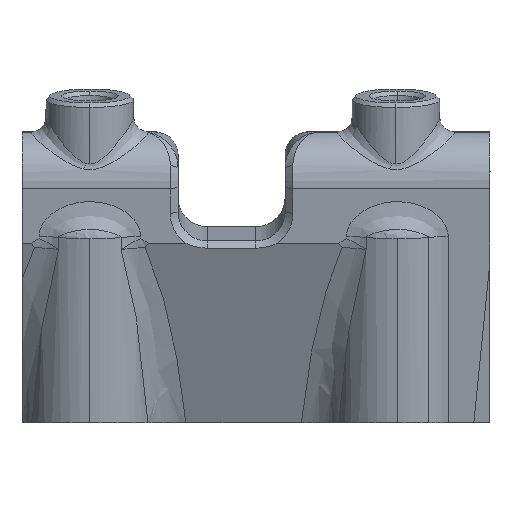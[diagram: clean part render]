
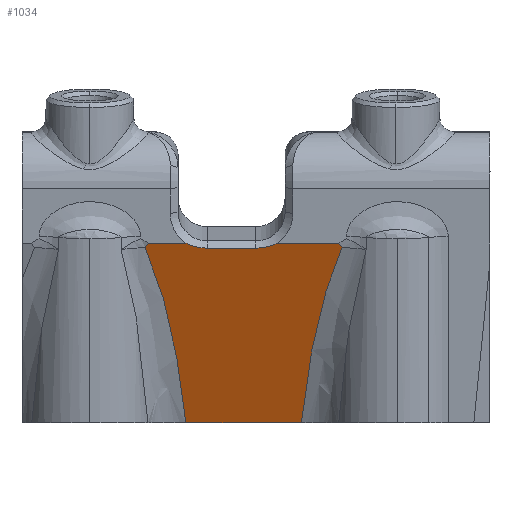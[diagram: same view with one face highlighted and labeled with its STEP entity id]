
A CAD part, left-side view. The second image highlights one B-rep face of the part: STEP entity #1034.
In plain terms, the highlighted planar face has unit normal (-0.902, 0, -0.432).
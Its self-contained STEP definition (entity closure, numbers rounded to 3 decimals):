
#912=CARTESIAN_POINT('Vertex',(25.82,32.842,25.659)) ;
#916=CARTESIAN_POINT('Control Point',(25.82,32.842,25.659)) ;
#917=CARTESIAN_POINT('Control Point',(26.347,33.346,24.56)) ;
#918=CARTESIAN_POINT('Control Point',(27.556,34.182,22.039)) ;
#919=CARTESIAN_POINT('Control Point',(29.348,34.759,18.303)) ;
#920=CARTESIAN_POINT('Control Point',(30.131,34.926,16.67)) ;
#921=CARTESIAN_POINT('Vertex',(30.131,34.929,16.67)) ;
#941=CARTESIAN_POINT('Axis2P3D Location',(21.382,25.257,34.914)) ;
#946=CARTESIAN_POINT('Line Origine',(30.131,37.893,16.67)) ;
#950=CARTESIAN_POINT('Vertex',(30.131,40.857,16.67)) ;
#954=CARTESIAN_POINT('Control Point',(25.712,33.008,25.884)) ;
#955=CARTESIAN_POINT('Control Point',(25.734,32.975,25.839)) ;
#956=CARTESIAN_POINT('Control Point',(25.756,32.942,25.794)) ;
#957=CARTESIAN_POINT('Control Point',(25.777,32.909,25.749)) ;
#958=CARTESIAN_POINT('Control Point',(25.799,32.875,25.704)) ;
#959=CARTESIAN_POINT('Control Point',(25.82,32.842,25.659)) ;
#960=CARTESIAN_POINT('Vertex',(25.712,33.008,25.884)) ;
#963=CARTESIAN_POINT('Line Origine',(25.712,34.589,25.884)) ;
#967=CARTESIAN_POINT('Vertex',(25.712,36.17,25.884)) ;
#971=CARTESIAN_POINT('Control Point',(25.712,36.17,25.884)) ;
#972=CARTESIAN_POINT('Control Point',(25.76,36.373,25.785)) ;
#973=CARTESIAN_POINT('Control Point',(25.797,36.587,25.708)) ;
#974=CARTESIAN_POINT('Control Point',(25.822,36.81,25.656)) ;
#975=CARTESIAN_POINT('Control Point',(25.834,37.038,25.63)) ;
#976=CARTESIAN_POINT('Control Point',(25.834,37.265,25.63)) ;
#977=CARTESIAN_POINT('Vertex',(25.834,37.265,25.63)) ;
#980=CARTESIAN_POINT('Line Origine',(25.834,38.511,25.63)) ;
#984=CARTESIAN_POINT('Vertex',(25.834,39.757,25.63)) ;
#988=CARTESIAN_POINT('Control Point',(25.834,39.757,25.63)) ;
#989=CARTESIAN_POINT('Control Point',(25.834,39.984,25.63)) ;
#990=CARTESIAN_POINT('Control Point',(25.822,40.212,25.656)) ;
#991=CARTESIAN_POINT('Control Point',(25.797,40.435,25.708)) ;
#992=CARTESIAN_POINT('Control Point',(25.76,40.649,25.785)) ;
#993=CARTESIAN_POINT('Control Point',(25.712,40.851,25.884)) ;
#994=CARTESIAN_POINT('Vertex',(25.712,40.851,25.884)) ;
#997=CARTESIAN_POINT('Line Origine',(25.712,41.815,25.884)) ;
#1001=CARTESIAN_POINT('Vertex',(25.712,42.779,25.884)) ;
#1005=CARTESIAN_POINT('Control Point',(25.712,42.779,25.884)) ;
#1006=CARTESIAN_POINT('Control Point',(25.734,42.812,25.839)) ;
#1007=CARTESIAN_POINT('Control Point',(25.756,42.845,25.794)) ;
#1008=CARTESIAN_POINT('Control Point',(25.777,42.878,25.749)) ;
#1009=CARTESIAN_POINT('Control Point',(25.799,42.911,25.704)) ;
#1010=CARTESIAN_POINT('Control Point',(25.82,42.944,25.659)) ;
#1011=CARTESIAN_POINT('Vertex',(25.82,42.944,25.659)) ;
#1015=CARTESIAN_POINT('Control Point',(25.82,42.944,25.659)) ;
#1016=CARTESIAN_POINT('Control Point',(26.484,42.309,24.275)) ;
#1017=CARTESIAN_POINT('Control Point',(27.298,41.784,22.578)) ;
#1018=CARTESIAN_POINT('Control Point',(28.2,41.371,20.697)) ;
#1019=CARTESIAN_POINT('Control Point',(29.152,41.064,18.712)) ;
#1020=CARTESIAN_POINT('Control Point',(30.131,40.857,16.67)) ;
#942=DIRECTION('Axis2P3D Direction',(0.902,0.,0.432)) ;
#943=DIRECTION('Axis2P3D XDirection',(0.432,0.,-0.902)) ;
#947=DIRECTION('Vector Direction',(0.,-1.,0.)) ;
#964=DIRECTION('Vector Direction',(0.,-1.,0.)) ;
#981=DIRECTION('Vector Direction',(0.,1.,0.)) ;
#998=DIRECTION('Vector Direction',(0.,-1.,0.)) ;
#944=AXIS2_PLACEMENT_3D('Plane Axis2P3D',#941,#942,#943) ;
#1023=ORIENTED_EDGE('',*,*,#952,.T.) ;
#1024=ORIENTED_EDGE('',*,*,#923,.T.) ;
#1025=ORIENTED_EDGE('',*,*,#962,.T.) ;
#1026=ORIENTED_EDGE('',*,*,#969,.F.) ;
#1027=ORIENTED_EDGE('',*,*,#979,.T.) ;
#1028=ORIENTED_EDGE('',*,*,#986,.T.) ;
#1029=ORIENTED_EDGE('',*,*,#996,.T.) ;
#1030=ORIENTED_EDGE('',*,*,#1003,.F.) ;
#1031=ORIENTED_EDGE('',*,*,#1013,.T.) ;
#1032=ORIENTED_EDGE('',*,*,#1021,.T.) ;
#948=VECTOR('Line Direction',#947,1.) ;
#965=VECTOR('Line Direction',#964,1.) ;
#982=VECTOR('Line Direction',#981,1.) ;
#999=VECTOR('Line Direction',#998,1.) ;
#1034=ADVANCED_FACE('PCB Klicky Carrier',(#1033),#945,.F.) ;
#953=B_SPLINE_CURVE_WITH_KNOTS('',5,(#954,#955,#956,#957,#958,#959),.UNSPECIFIED.,.F.,.U.,(6,6),(0.,0.424),.UNSPECIFIED.) ;
#970=B_SPLINE_CURVE_WITH_KNOTS('',5,(#971,#972,#973,#974,#975,#976),.UNSPECIFIED.,.F.,.U.,(6,6),(0.,2.025),.UNSPECIFIED.) ;
#987=B_SPLINE_CURVE_WITH_KNOTS('',5,(#988,#989,#990,#991,#992,#993),.UNSPECIFIED.,.F.,.U.,(6,6),(0.,2.025),.UNSPECIFIED.) ;
#1004=B_SPLINE_CURVE_WITH_KNOTS('',5,(#1005,#1006,#1007,#1008,#1009,#1010),.UNSPECIFIED.,.F.,.U.,(6,6),(0.,0.424),.UNSPECIFIED.) ;
#1014=B_SPLINE_CURVE_WITH_KNOTS('',5,(#1015,#1016,#1017,#1018,#1019,#1020),.UNSPECIFIED.,.F.,.U.,(6,6),(0.,16.777),.UNSPECIFIED.) ;
#923=EDGE_CURVE('',#922,#913,#915,.F.) ;
#952=EDGE_CURVE('',#951,#922,#949,.T.) ;
#962=EDGE_CURVE('',#913,#961,#953,.F.) ;
#969=EDGE_CURVE('',#968,#961,#966,.T.) ;
#979=EDGE_CURVE('',#968,#978,#970,.T.) ;
#986=EDGE_CURVE('',#978,#985,#983,.T.) ;
#996=EDGE_CURVE('',#985,#995,#987,.T.) ;
#1003=EDGE_CURVE('',#1002,#995,#1000,.T.) ;
#1013=EDGE_CURVE('',#1002,#1012,#1004,.T.) ;
#1021=EDGE_CURVE('',#1012,#951,#1014,.T.) ;
#1022=EDGE_LOOP('',(#1023,#1024,#1025,#1026,#1027,#1028,#1029,#1030,#1031,#1032)) ;
#1033=FACE_OUTER_BOUND('',#1022,.T.) ;
#949=LINE('Line',#946,#948) ;
#966=LINE('Line',#963,#965) ;
#983=LINE('Line',#980,#982) ;
#1000=LINE('Line',#997,#999) ;
#945=PLANE('',#944) ;
#913=VERTEX_POINT('',#912) ;
#922=VERTEX_POINT('',#921) ;
#951=VERTEX_POINT('',#950) ;
#961=VERTEX_POINT('',#960) ;
#968=VERTEX_POINT('',#967) ;
#978=VERTEX_POINT('',#977) ;
#985=VERTEX_POINT('',#984) ;
#995=VERTEX_POINT('',#994) ;
#1002=VERTEX_POINT('',#1001) ;
#1012=VERTEX_POINT('',#1011) ;
#915=(BOUNDED_CURVE()B_SPLINE_CURVE(3,(#916,#917,#918,#919,#920),.UNSPECIFIED.,.F.,.U.)B_SPLINE_CURVE_WITH_KNOTS((4,1,4),(1.2,7.451,11.721),.UNSPECIFIED.)CURVE()GEOMETRIC_REPRESENTATION_ITEM()RATIONAL_B_SPLINE_CURVE((1.,1.,1.,1.,1.))REPRESENTATION_ITEM('')) ;
